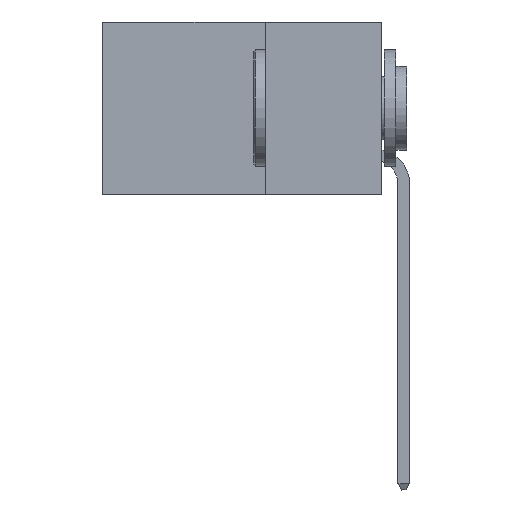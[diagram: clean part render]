
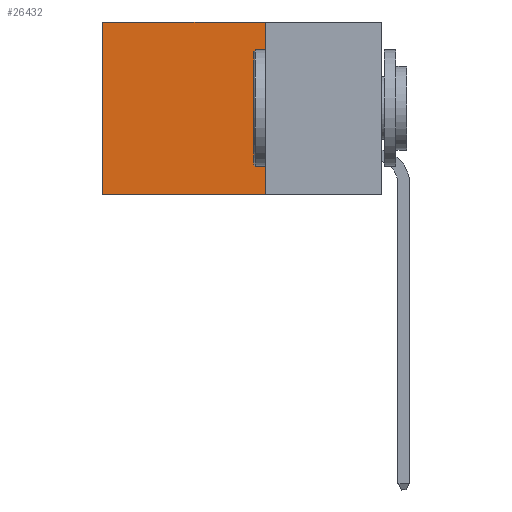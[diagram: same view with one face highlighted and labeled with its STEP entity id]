
A CAD part, left-side view. The second image highlights one B-rep face of the part: STEP entity #26432.
In plain terms, the highlighted planar face has unit normal (-1, 0, 0).
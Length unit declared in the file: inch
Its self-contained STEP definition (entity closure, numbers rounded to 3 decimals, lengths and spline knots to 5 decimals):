
#892 = DIRECTION ( 'NONE',  ( 0., 0., -1. ) ) ;
#1055 = ORIENTED_EDGE ( 'NONE', *, *, #4481, .F. ) ;
#3578 = CARTESIAN_POINT ( 'NONE',  ( 0.2875, 0.6, -0.37 ) ) ;
#4434 = LINE ( 'NONE', #28931, #43320 ) ;
#4481 = EDGE_CURVE ( 'NONE', #39441, #41514, #44177, .T. ) ;
#4718 = VECTOR ( 'NONE', #10902, 39.37008 ) ;
#5281 = CARTESIAN_POINT ( 'NONE',  ( 0.2875, 0.25, 0. ) ) ;
#7061 = VERTEX_POINT ( 'NONE', #33686 ) ;
#7197 = LINE ( 'NONE', #34253, #9948 ) ;
#9603 = EDGE_CURVE ( 'NONE', #7061, #41514, #30575, .T. ) ;
#9948 = VECTOR ( 'NONE', #37804, 39.37008 ) ;
#10021 = DIRECTION ( 'NONE',  ( 0., 0., -1. ) ) ;
#10175 = EDGE_LOOP ( 'NONE', ( #34996, #1055, #17478, #36635 ) ) ;
#10902 = DIRECTION ( 'NONE',  ( 0., 0., -1. ) ) ;
#15716 = CARTESIAN_POINT ( 'NONE',  ( 0.2875, 0.25, -0.37 ) ) ;
#17478 = ORIENTED_EDGE ( 'NONE', *, *, #20416, .F. ) ;
#20211 = AXIS2_PLACEMENT_3D ( 'NONE', #27778, #27345, #10021 ) ;
#20416 = EDGE_CURVE ( 'NONE', #28744, #39441, #4434, .T. ) ;
#20439 = FACE_OUTER_BOUND ( 'NONE', #10175, .T. ) ;
#20915 = EDGE_CURVE ( 'NONE', #28744, #7061, #7197, .T. ) ;
#24396 = VECTOR ( 'NONE', #29364, 39.37008 ) ;
#25129 = CARTESIAN_POINT ( 'NONE',  ( 0.2875, 0.6, 0. ) ) ;
#25248 = CARTESIAN_POINT ( 'NONE',  ( 0.2875, 0.25, -0.37 ) ) ;
#26432 = ADVANCED_FACE ( 'NONE', ( #20439 ), #37964, .F. ) ;
#27345 = DIRECTION ( 'NONE',  ( 1., 0., 0. ) ) ;
#27778 = CARTESIAN_POINT ( 'NONE',  ( 0.2875, 0.25, 0. ) ) ;
#28744 = VERTEX_POINT ( 'NONE', #5281 ) ;
#28931 = CARTESIAN_POINT ( 'NONE',  ( 0.2875, 0.25, 0. ) ) ;
#29364 = DIRECTION ( 'NONE',  ( 0., 1., 0. ) ) ;
#30575 = LINE ( 'NONE', #25129, #4718 ) ;
#33686 = CARTESIAN_POINT ( 'NONE',  ( 0.2875, 0.6, 0. ) ) ;
#34253 = CARTESIAN_POINT ( 'NONE',  ( 0.2875, 0.25, 0. ) ) ;
#34996 = ORIENTED_EDGE ( 'NONE', *, *, #9603, .T. ) ;
#36635 = ORIENTED_EDGE ( 'NONE', *, *, #20915, .T. ) ;
#37804 = DIRECTION ( 'NONE',  ( 0., 1., 0. ) ) ;
#37964 = PLANE ( 'NONE',  #20211 ) ;
#39441 = VERTEX_POINT ( 'NONE', #25248 ) ;
#41514 = VERTEX_POINT ( 'NONE', #3578 ) ;
#43320 = VECTOR ( 'NONE', #892, 39.37008 ) ;
#44177 = LINE ( 'NONE', #15716, #24396 ) ;
